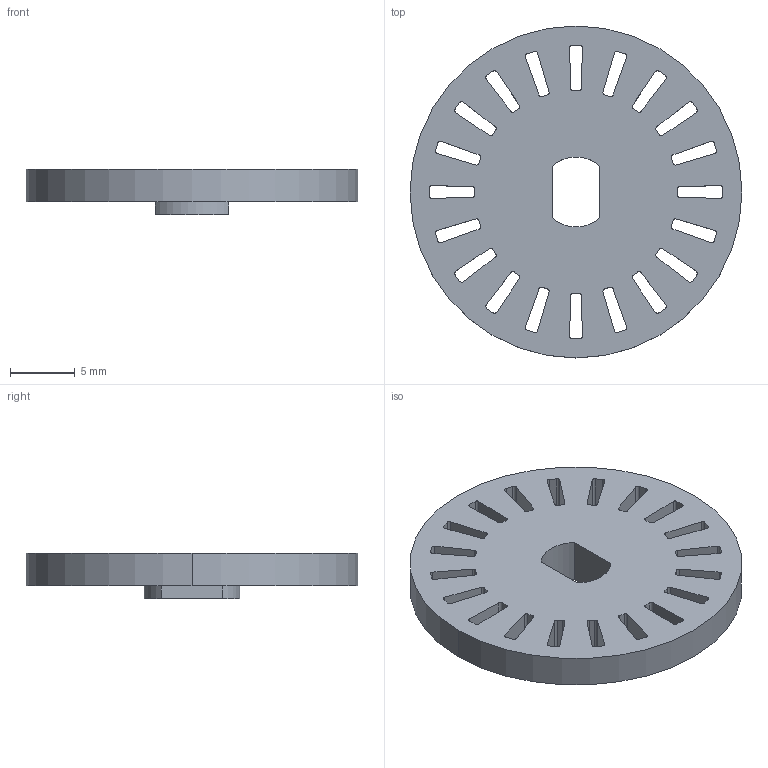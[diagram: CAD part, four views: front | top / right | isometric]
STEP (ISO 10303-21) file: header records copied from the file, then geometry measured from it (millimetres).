
FILE_DESCRIPTION (( 'STEP AP214' ), '1' );
FILE_NAME ('encoder20p.STEP', '2019-10-28T20:38:52', ( '' ), ( '' ), 'SwSTEP 2.0', 'SolidWorks 2016', '' );
FILE_SCHEMA (( 'AUTOMOTIVE_DESIGN' ));
Length unit declared in the file: millimetre
Products named in the file (1): encoder20p
Bounding box: 25.6 x 25.6 x 3.5 mm (x, y, z)
Volume: 1104.6 mm3; surface area: 1570.8 mm2
Topology: 1 solids, 1 shells, 191 faces, 564 edges, 376 vertices
Faces by surface type: cylinder 104, plane 87
Entity records: 6707 total; most frequent: DIRECTION 1156, CARTESIAN_POINT 1132, ORIENTED_EDGE 1128, EDGE_CURVE 564, AXIS2_PLACEMENT_3D 400, VERTEX_POINT 376, LINE 356, VECTOR 356
